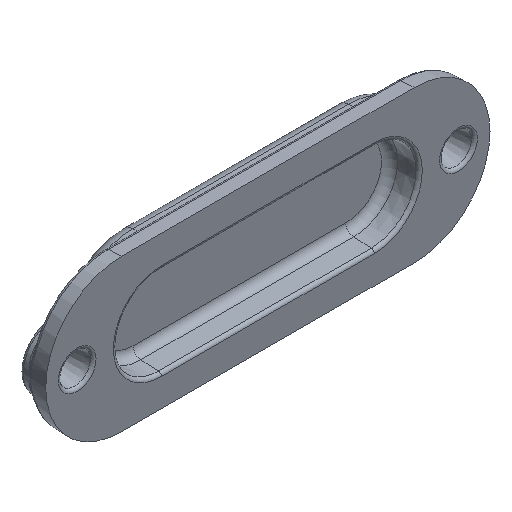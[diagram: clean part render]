
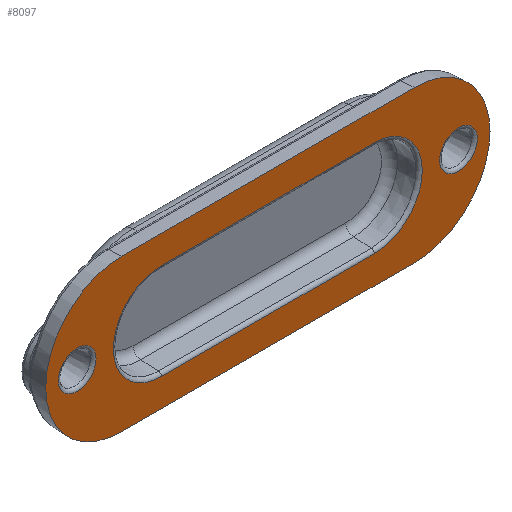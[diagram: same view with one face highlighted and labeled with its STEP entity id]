
A CAD part, isometric view. The second image highlights one B-rep face of the part: STEP entity #8097.
In plain terms, the highlighted planar face has unit normal (0, -1, 0).
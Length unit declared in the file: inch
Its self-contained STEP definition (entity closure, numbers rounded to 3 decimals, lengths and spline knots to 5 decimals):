
#482=LINE('',#10954,#1266);
#483=LINE('',#10957,#1267);
#484=LINE('',#10964,#1268);
#485=LINE('',#10967,#1269);
#1266=VECTOR('',#9133,0.3937);
#1267=VECTOR('',#9136,0.3937);
#1268=VECTOR('',#9141,0.3937);
#1269=VECTOR('',#9144,0.3937);
#2050=PLANE('',#8606);
#2311=FACE_BOUND('',#2855,.T.);
#2312=FACE_BOUND('',#2856,.T.);
#2313=FACE_BOUND('',#2857,.T.);
#2366=FACE_OUTER_BOUND('',#2854,.T.);
#2854=EDGE_LOOP('',(#5600,#5601,#5602,#5603));
#2855=EDGE_LOOP('',(#5604));
#2856=EDGE_LOOP('',(#5605,#5606,#5607,#5608));
#2857=EDGE_LOOP('',(#5609));
#3395=CIRCLE('',#8605,0.18207);
#3396=CIRCLE('',#8607,0.735);
#3397=CIRCLE('',#8608,0.735);
#3398=CIRCLE('',#8609,0.18207);
#3399=CIRCLE('',#8610,0.46466);
#3400=CIRCLE('',#8611,0.46466);
#3569=VERTEX_POINT('',#10947);
#3570=VERTEX_POINT('',#10950);
#3571=VERTEX_POINT('',#10951);
#3572=VERTEX_POINT('',#10953);
#3573=VERTEX_POINT('',#10955);
#3574=VERTEX_POINT('',#10958);
#3575=VERTEX_POINT('',#10960);
#3576=VERTEX_POINT('',#10961);
#3577=VERTEX_POINT('',#10963);
#3578=VERTEX_POINT('',#10965);
#4367=EDGE_CURVE('',#3569,#3569,#3395,.T.);
#4368=EDGE_CURVE('',#3570,#3571,#3396,.T.);
#4369=EDGE_CURVE('',#3572,#3570,#482,.T.);
#4370=EDGE_CURVE('',#3573,#3572,#3397,.T.);
#4371=EDGE_CURVE('',#3571,#3573,#483,.T.);
#4372=EDGE_CURVE('',#3574,#3574,#3398,.T.);
#4373=EDGE_CURVE('',#3575,#3576,#3399,.T.);
#4374=EDGE_CURVE('',#3577,#3575,#484,.T.);
#4375=EDGE_CURVE('',#3578,#3577,#3400,.T.);
#4376=EDGE_CURVE('',#3576,#3578,#485,.T.);
#5600=ORIENTED_EDGE('',*,*,#4368,.F.);
#5601=ORIENTED_EDGE('',*,*,#4369,.F.);
#5602=ORIENTED_EDGE('',*,*,#4370,.F.);
#5603=ORIENTED_EDGE('',*,*,#4371,.F.);
#5604=ORIENTED_EDGE('',*,*,#4372,.F.);
#5605=ORIENTED_EDGE('',*,*,#4373,.F.);
#5606=ORIENTED_EDGE('',*,*,#4374,.F.);
#5607=ORIENTED_EDGE('',*,*,#4375,.F.);
#5608=ORIENTED_EDGE('',*,*,#4376,.F.);
#5609=ORIENTED_EDGE('',*,*,#4367,.F.);
#8097=ADVANCED_FACE('',(#2366,#2311,#2312,#2313),#2050,.F.);
#8605=AXIS2_PLACEMENT_3D('',#10948,#9127,#9128);
#8606=AXIS2_PLACEMENT_3D('',#10949,#9129,#9130);
#8607=AXIS2_PLACEMENT_3D('',#10952,#9131,#9132);
#8608=AXIS2_PLACEMENT_3D('',#10956,#9134,#9135);
#8609=AXIS2_PLACEMENT_3D('',#10959,#9137,#9138);
#8610=AXIS2_PLACEMENT_3D('',#10962,#9139,#9140);
#8611=AXIS2_PLACEMENT_3D('',#10966,#9142,#9143);
#9127=DIRECTION('center_axis',(0.,-1.,0.));
#9128=DIRECTION('ref_axis',(-1.,0.,0.));
#9129=DIRECTION('center_axis',(0.,1.,0.));
#9130=DIRECTION('ref_axis',(0.,0.,1.));
#9131=DIRECTION('center_axis',(0.,1.,0.));
#9132=DIRECTION('ref_axis',(0.,0.,-1.));
#9133=DIRECTION('',(-1.,0.,0.));
#9134=DIRECTION('center_axis',(0.,1.,0.));
#9135=DIRECTION('ref_axis',(0.,0.,1.));
#9136=DIRECTION('',(1.,0.,0.));
#9137=DIRECTION('center_axis',(0.,-1.,0.));
#9138=DIRECTION('ref_axis',(-1.,0.,0.));
#9139=DIRECTION('center_axis',(0.,-1.,0.));
#9140=DIRECTION('ref_axis',(1.,0.,0.));
#9141=DIRECTION('',(1.,0.,0.));
#9142=DIRECTION('center_axis',(0.,-1.,0.));
#9143=DIRECTION('ref_axis',(-1.,0.,0.));
#9144=DIRECTION('',(-1.,0.,0.));
#10947=CARTESIAN_POINT('',(-1.66293,0.,0.));
#10948=CARTESIAN_POINT('Origin',(-1.845,0.,0.));
#10949=CARTESIAN_POINT('Origin',(0.,0.,0.));
#10950=CARTESIAN_POINT('',(-1.415,0.,-0.735));
#10951=CARTESIAN_POINT('',(-1.415,0.,0.735));
#10952=CARTESIAN_POINT('Origin',(-1.415,0.,0.));
#10953=CARTESIAN_POINT('',(1.415,0.,-0.735));
#10954=CARTESIAN_POINT('',(1.415,0.,-0.735));
#10955=CARTESIAN_POINT('',(1.415,0.,0.735));
#10956=CARTESIAN_POINT('Origin',(1.415,0.,0.));
#10957=CARTESIAN_POINT('',(-1.415,0.,0.735));
#10958=CARTESIAN_POINT('',(2.02707,0.,0.));
#10959=CARTESIAN_POINT('Origin',(1.845,0.,0.));
#10960=CARTESIAN_POINT('',(1.03,0.,-0.46466));
#10961=CARTESIAN_POINT('',(1.03,0.,0.46466));
#10962=CARTESIAN_POINT('Origin',(1.03,0.,0.));
#10963=CARTESIAN_POINT('',(-1.03,0.,-0.46466));
#10964=CARTESIAN_POINT('',(-0.515,0.,-0.46466));
#10965=CARTESIAN_POINT('',(-1.03,0.,0.46466));
#10966=CARTESIAN_POINT('Origin',(-1.03,0.,0.));
#10967=CARTESIAN_POINT('',(0.515,0.,0.46466));
